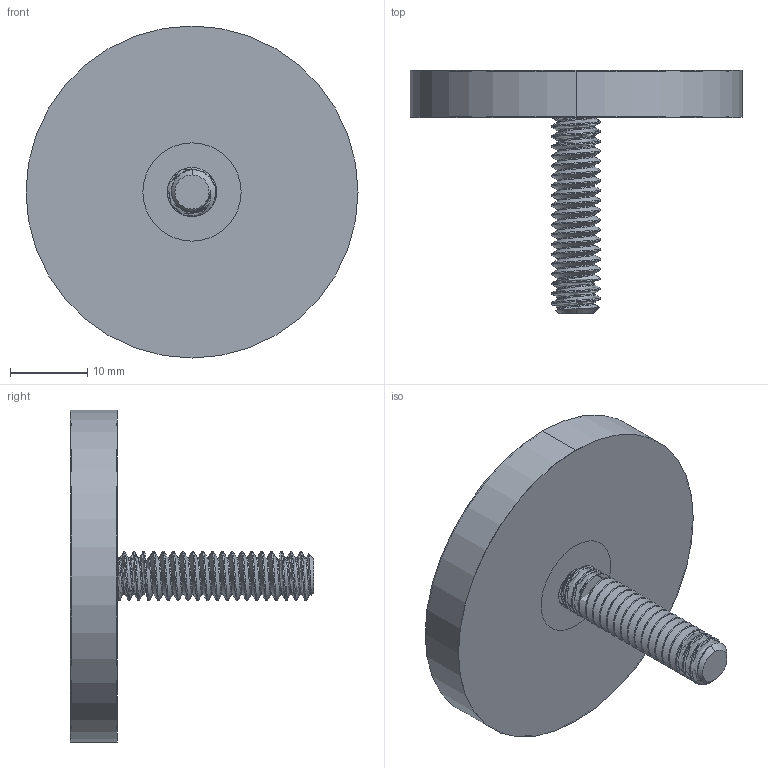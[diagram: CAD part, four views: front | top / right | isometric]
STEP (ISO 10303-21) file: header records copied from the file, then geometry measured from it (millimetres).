
FILE_DESCRIPTION (( 'STEP AP203' ), '1' );
FILE_NAME ('7132T24.step', '2016-12-12T17:10:20', ( '' ), ( '' ), 'SwSTEP 2.0', 'SolidWorks 2010', '' );
FILE_SCHEMA (( 'CONFIG_CONTROL_DESIGN' ));
Length unit declared in the file: inch
Products named in the file (1): 7132T24
Bounding box: 42.93 x 31.5 x 42.93 mm (x, y, z)
Volume: 9435.3 mm3; surface area: 11521.2 mm2
Topology: 2 solids, 2 shells, 64 faces, 167 edges, 111 vertices
Faces by surface type: cylinder 50, plane 8, cone 3, bspline 3
Entity records: 5274 total; most frequent: CARTESIAN_POINT 3865, ORIENTED_EDGE 334, DIRECTION 226, EDGE_CURVE 167, VERTEX_POINT 111, AXIS2_PLACEMENT_3D 87, EDGE_LOOP 68, ADVANCED_FACE 64
